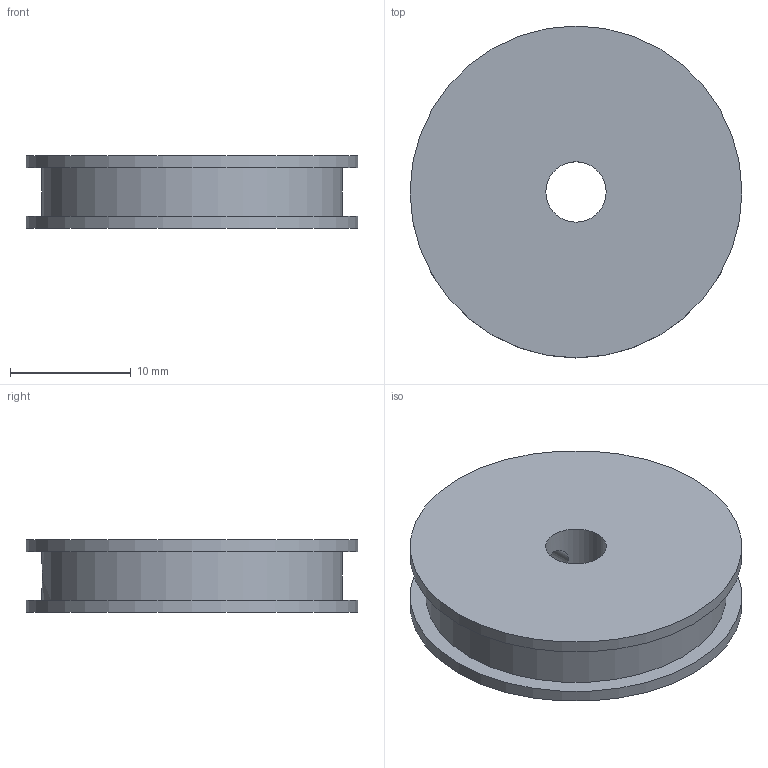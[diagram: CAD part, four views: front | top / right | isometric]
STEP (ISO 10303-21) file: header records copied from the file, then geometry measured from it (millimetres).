
FILE_DESCRIPTION(/* description */ (''),/* implementation_level */ '2;1');
FILE_NAME(/* name */ '2b20f052-9ed9-4054-9961-ec6b712285d6.stp',/* time_stamp */ '2021-05-29T18:19:00+00:00',/* author */ (''),/* organization */ (''),/* preprocessor_version */ 'ST-DEVELOPER v18.1',/* originating_system */ 'Autodesk Translation Framework v10.9.0.1377',/* authorisation */ '');
FILE_SCHEMA (('AUTOMOTIVE_DESIGN { 1 0 10303 214 3 1 1 }'));
Length unit declared in the file: millimetre
Products named in the file (1): Pulley-40T-REL1
Bounding box: 27.5 x 27.5 x 6 mm (x, y, z)
Volume: 2968.8 mm3; surface area: 2011.8 mm2
Topology: 1 solids, 1 shells, 9 faces, 16 edges, 11 vertices
Faces by surface type: cylinder 5, plane 4
Full cylindrical faces by diameter (mm): 2.5 x1, 5 x1, 24.9 x1, 27.5 x2
Entity records: 328 total; most frequent: CARTESIAN_POINT 104, DIRECTION 41, ORIENTED_EDGE 32, AXIS2_PLACEMENT_3D 18, EDGE_CURVE 16, EDGE_LOOP 15, VERTEX_POINT 11, FACE_OUTER_BOUND 9
